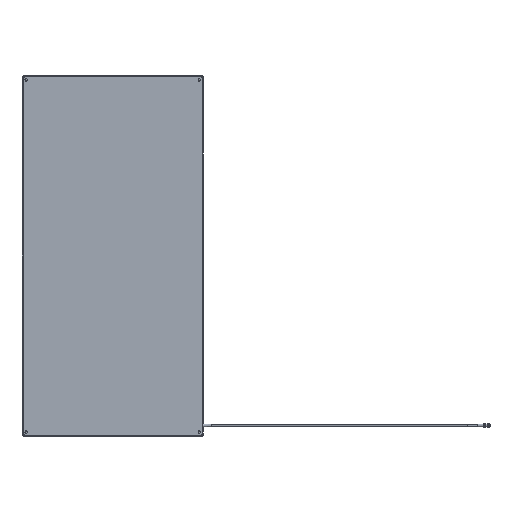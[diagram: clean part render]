
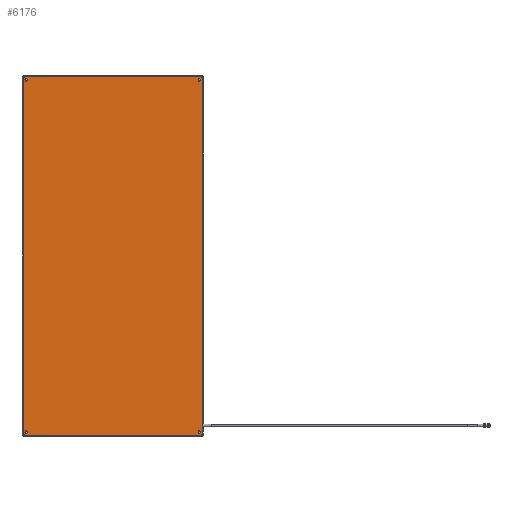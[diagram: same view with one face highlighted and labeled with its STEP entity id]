
A CAD part, front view. The second image highlights one B-rep face of the part: STEP entity #6176.
In plain terms, the highlighted planar face has unit normal (0, -1, 0).
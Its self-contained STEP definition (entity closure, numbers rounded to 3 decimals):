
#21 = DIRECTION ( 'NONE',  ( 0., 1., 0. ) ) ;
#50 = CARTESIAN_POINT ( 'NONE',  ( 2., -0.3, -4.5 ) ) ;
#139 = DIRECTION ( 'NONE',  ( 0., 0., 1. ) ) ;
#240 = EDGE_CURVE ( 'NONE', #998, #2481, #2310, .T. ) ;
#302 = VERTEX_POINT ( 'NONE', #2279 ) ;
#443 = EDGE_CURVE ( 'NONE', #4429, #998, #4353, .T. ) ;
#500 = VERTEX_POINT ( 'NONE', #3504 ) ;
#588 = CARTESIAN_POINT ( 'NONE',  ( 297., -0.3, -595. ) ) ;
#658 = CARTESIAN_POINT ( 'NONE',  ( 2., -0.3, -599.5 ) ) ;
#671 = CARTESIAN_POINT ( 'NONE',  ( 4.5, -0.3, -602. ) ) ;
#694 = EDGE_CURVE ( 'NONE', #3512, #2347, #5671, .T. ) ;
#731 = EDGE_CURVE ( 'NONE', #1781, #5919, #5351, .T. ) ;
#751 = CARTESIAN_POINT ( 'NONE',  ( 7., -0.3, -597. ) ) ;
#824 = CARTESIAN_POINT ( 'NONE',  ( 299.5, -0.3, -4.5 ) ) ;
#839 = CARTESIAN_POINT ( 'NONE',  ( 302., -0.3, -599.5 ) ) ;
#975 = ORIENTED_EDGE ( 'NONE', *, *, #443, .F. ) ;
#983 = EDGE_CURVE ( 'NONE', #2910, #302, #3401, .T. ) ;
#995 = CARTESIAN_POINT ( 'NONE',  ( 297., -0.3, -597. ) ) ;
#998 = VERTEX_POINT ( 'NONE', #5173 ) ;
#1012 = LINE ( 'NONE', #50, #2668 ) ;
#1074 = CARTESIAN_POINT ( 'NONE',  ( 7., -0.3, -7. ) ) ;
#1082 = CARTESIAN_POINT ( 'NONE',  ( 297., -0.3, -597. ) ) ;
#1102 = ORIENTED_EDGE ( 'NONE', *, *, #3547, .T. ) ;
#1113 = EDGE_CURVE ( 'NONE', #302, #2910, #3008, .T. ) ;
#1131 = CARTESIAN_POINT ( 'NONE',  ( 297., -0.3, -5. ) ) ;
#1169 = DIRECTION ( 'NONE',  ( 0., 1., 0. ) ) ;
#1190 = EDGE_CURVE ( 'NONE', #4601, #500, #5619, .T. ) ;
#1218 = EDGE_LOOP ( 'NONE', ( #5597, #6190 ) ) ;
#1247 = AXIS2_PLACEMENT_3D ( 'NONE', #1074, #1169, #1564 ) ;
#1268 = VECTOR ( 'NONE', #6393, 1000. ) ;
#1349 = ORIENTED_EDGE ( 'NONE', *, *, #4689, .T. ) ;
#1400 = ORIENTED_EDGE ( 'NONE', *, *, #1190, .F. ) ;
#1461 = CARTESIAN_POINT ( 'NONE',  ( 2., -0.3, -4.5 ) ) ;
#1469 = CIRCLE ( 'NONE', #1923, 2. ) ;
#1498 = CARTESIAN_POINT ( 'NONE',  ( 4.5, -0.3, -599.5 ) ) ;
#1502 = AXIS2_PLACEMENT_3D ( 'NONE', #751, #5931, #1829 ) ;
#1536 = DIRECTION ( 'NONE',  ( 0., 0., 1. ) ) ;
#1564 = DIRECTION ( 'NONE',  ( 0., 0., 1. ) ) ;
#1569 = LINE ( 'NONE', #5246, #3682 ) ;
#1680 = DIRECTION ( 'NONE',  ( 0., 1., 0. ) ) ;
#1773 = ORIENTED_EDGE ( 'NONE', *, *, #2661, .F. ) ;
#1781 = VERTEX_POINT ( 'NONE', #4164 ) ;
#1829 = DIRECTION ( 'NONE',  ( 0., 0., 1. ) ) ;
#1838 = DIRECTION ( 'NONE',  ( 0., 0., 1. ) ) ;
#1893 = CARTESIAN_POINT ( 'NONE',  ( 4.5, -0.3, -602. ) ) ;
#1923 = AXIS2_PLACEMENT_3D ( 'NONE', #6279, #21, #4701 ) ;
#1931 = CARTESIAN_POINT ( 'NONE',  ( 7., -0.3, -595. ) ) ;
#1946 = CIRCLE ( 'NONE', #2166, 2. ) ;
#2010 = CARTESIAN_POINT ( 'NONE',  ( 299.5, -0.3, -602. ) ) ;
#2079 = AXIS2_PLACEMENT_3D ( 'NONE', #2343, #6489, #1838 ) ;
#2166 = AXIS2_PLACEMENT_3D ( 'NONE', #4854, #3883, #5371 ) ;
#2270 = PLANE ( 'NONE',  #5599 ) ;
#2274 = CIRCLE ( 'NONE', #6400, 2.5 ) ;
#2279 = CARTESIAN_POINT ( 'NONE',  ( 7., -0.3, -5. ) ) ;
#2291 = ORIENTED_EDGE ( 'NONE', *, *, #694, .T. ) ;
#2302 = FACE_BOUND ( 'NONE', #4475, .T. ) ;
#2310 = LINE ( 'NONE', #4452, #1268 ) ;
#2321 = VERTEX_POINT ( 'NONE', #3152 ) ;
#2343 = CARTESIAN_POINT ( 'NONE',  ( 297., -0.3, -7. ) ) ;
#2347 = VERTEX_POINT ( 'NONE', #6316 ) ;
#2481 = VERTEX_POINT ( 'NONE', #839 ) ;
#2577 = EDGE_CURVE ( 'NONE', #3623, #4601, #1012, .T. ) ;
#2589 = EDGE_CURVE ( 'NONE', #2321, #4943, #1469, .T. ) ;
#2661 = EDGE_CURVE ( 'NONE', #2481, #6063, #2903, .T. ) ;
#2668 = VECTOR ( 'NONE', #4735, 1000. ) ;
#2670 = FACE_OUTER_BOUND ( 'NONE', #2890, .T. ) ;
#2686 = DIRECTION ( 'NONE',  ( 0., 0., 1. ) ) ;
#2708 = AXIS2_PLACEMENT_3D ( 'NONE', #995, #4683, #4749 ) ;
#2791 = DIRECTION ( 'NONE',  ( 0., 1., 0. ) ) ;
#2874 = AXIS2_PLACEMENT_3D ( 'NONE', #4110, #6175, #5209 ) ;
#2890 = EDGE_LOOP ( 'NONE', ( #6587, #1400, #5032, #4214, #2973, #1773, #6620, #975 ) ) ;
#2903 = CIRCLE ( 'NONE', #6166, 2.5 ) ;
#2910 = VERTEX_POINT ( 'NONE', #3477 ) ;
#2912 = ORIENTED_EDGE ( 'NONE', *, *, #731, .T. ) ;
#2949 = VECTOR ( 'NONE', #3419, 1000. ) ;
#2973 = ORIENTED_EDGE ( 'NONE', *, *, #5280, .F. ) ;
#3008 = CIRCLE ( 'NONE', #1247, 2. ) ;
#3044 = ORIENTED_EDGE ( 'NONE', *, *, #1113, .T. ) ;
#3145 = DIRECTION ( 'NONE',  ( 0., 1., 0. ) ) ;
#3152 = CARTESIAN_POINT ( 'NONE',  ( 297., -0.3, -9. ) ) ;
#3247 = EDGE_CURVE ( 'NONE', #500, #4429, #1569, .T. ) ;
#3307 = CARTESIAN_POINT ( 'NONE',  ( 4.5, -0.3, -4.5 ) ) ;
#3401 = CIRCLE ( 'NONE', #2874, 2. ) ;
#3419 = DIRECTION ( 'NONE',  ( -1., 0., 0. ) ) ;
#3477 = CARTESIAN_POINT ( 'NONE',  ( 7., -0.3, -9. ) ) ;
#3504 = CARTESIAN_POINT ( 'NONE',  ( 4.5, -0.3, -2. ) ) ;
#3512 = VERTEX_POINT ( 'NONE', #588 ) ;
#3547 = EDGE_CURVE ( 'NONE', #5919, #1781, #1946, .T. ) ;
#3598 = AXIS2_PLACEMENT_3D ( 'NONE', #1082, #5844, #2686 ) ;
#3623 = VERTEX_POINT ( 'NONE', #658 ) ;
#3626 = ORIENTED_EDGE ( 'NONE', *, *, #983, .T. ) ;
#3682 = VECTOR ( 'NONE', #4733, 1000. ) ;
#3777 = AXIS2_PLACEMENT_3D ( 'NONE', #824, #4619, #6553 ) ;
#3803 = FACE_BOUND ( 'NONE', #6046, .T. ) ;
#3883 = DIRECTION ( 'NONE',  ( 0., 1., 0. ) ) ;
#3927 = EDGE_CURVE ( 'NONE', #5540, #3623, #2274, .T. ) ;
#4110 = CARTESIAN_POINT ( 'NONE',  ( 7., -0.3, -7. ) ) ;
#4164 = CARTESIAN_POINT ( 'NONE',  ( 7., -0.3, -599. ) ) ;
#4214 = ORIENTED_EDGE ( 'NONE', *, *, #3927, .F. ) ;
#4268 = FACE_BOUND ( 'NONE', #6486, .T. ) ;
#4353 = CIRCLE ( 'NONE', #3777, 2.5 ) ;
#4429 = VERTEX_POINT ( 'NONE', #4977 ) ;
#4434 = AXIS2_PLACEMENT_3D ( 'NONE', #3307, #2791, #6465 ) ;
#4452 = CARTESIAN_POINT ( 'NONE',  ( 302., -0.3, -599.5 ) ) ;
#4475 = EDGE_LOOP ( 'NONE', ( #2291, #1349 ) ) ;
#4601 = VERTEX_POINT ( 'NONE', #1461 ) ;
#4619 = DIRECTION ( 'NONE',  ( 0., 1., 0. ) ) ;
#4683 = DIRECTION ( 'NONE',  ( 0., 1., 0. ) ) ;
#4689 = EDGE_CURVE ( 'NONE', #2347, #3512, #5786, .T. ) ;
#4701 = DIRECTION ( 'NONE',  ( 0., 0., 1. ) ) ;
#4733 = DIRECTION ( 'NONE',  ( 1., 0., 0. ) ) ;
#4735 = DIRECTION ( 'NONE',  ( 0., 0., 1. ) ) ;
#4749 = DIRECTION ( 'NONE',  ( 0., 0., 1. ) ) ;
#4854 = CARTESIAN_POINT ( 'NONE',  ( 7., -0.3, -597. ) ) ;
#4943 = VERTEX_POINT ( 'NONE', #1131 ) ;
#4977 = CARTESIAN_POINT ( 'NONE',  ( 299.5, -0.3, -2. ) ) ;
#4979 = LINE ( 'NONE', #1893, #2949 ) ;
#4989 = EDGE_CURVE ( 'NONE', #4943, #2321, #5788, .T. ) ;
#5032 = ORIENTED_EDGE ( 'NONE', *, *, #2577, .F. ) ;
#5112 = DIRECTION ( 'NONE',  ( 0., 1., 0. ) ) ;
#5173 = CARTESIAN_POINT ( 'NONE',  ( 302., -0.3, -4.5 ) ) ;
#5209 = DIRECTION ( 'NONE',  ( 0., 0., 1. ) ) ;
#5217 = CARTESIAN_POINT ( 'NONE',  ( 299.5, -0.3, -599.5 ) ) ;
#5246 = CARTESIAN_POINT ( 'NONE',  ( 299.5, -0.3, -2. ) ) ;
#5280 = EDGE_CURVE ( 'NONE', #6063, #5540, #4979, .T. ) ;
#5351 = CIRCLE ( 'NONE', #1502, 2. ) ;
#5361 = FACE_BOUND ( 'NONE', #1218, .T. ) ;
#5371 = DIRECTION ( 'NONE',  ( 0., 0., 1. ) ) ;
#5540 = VERTEX_POINT ( 'NONE', #671 ) ;
#5597 = ORIENTED_EDGE ( 'NONE', *, *, #4989, .T. ) ;
#5599 = AXIS2_PLACEMENT_3D ( 'NONE', #6349, #1680, #139 ) ;
#5619 = CIRCLE ( 'NONE', #4434, 2.5 ) ;
#5671 = CIRCLE ( 'NONE', #2708, 2. ) ;
#5786 = CIRCLE ( 'NONE', #3598, 2. ) ;
#5788 = CIRCLE ( 'NONE', #2079, 2. ) ;
#5844 = DIRECTION ( 'NONE',  ( 0., 1., 0. ) ) ;
#5919 = VERTEX_POINT ( 'NONE', #1931 ) ;
#5931 = DIRECTION ( 'NONE',  ( 0., 1., 0. ) ) ;
#6046 = EDGE_LOOP ( 'NONE', ( #3044, #3626 ) ) ;
#6053 = DIRECTION ( 'NONE',  ( 0., 0., 1. ) ) ;
#6063 = VERTEX_POINT ( 'NONE', #2010 ) ;
#6166 = AXIS2_PLACEMENT_3D ( 'NONE', #5217, #3145, #1536 ) ;
#6175 = DIRECTION ( 'NONE',  ( 0., 1., 0. ) ) ;
#6176 = ADVANCED_FACE ( 'NONE', ( #2302, #4268, #5361, #3803, #2670 ), #2270, .F. ) ;
#6190 = ORIENTED_EDGE ( 'NONE', *, *, #2589, .T. ) ;
#6279 = CARTESIAN_POINT ( 'NONE',  ( 297., -0.3, -7. ) ) ;
#6316 = CARTESIAN_POINT ( 'NONE',  ( 297., -0.3, -599. ) ) ;
#6349 = CARTESIAN_POINT ( 'NONE',  ( 3.5, -0.3, -600.5 ) ) ;
#6393 = DIRECTION ( 'NONE',  ( 0., 0., -1. ) ) ;
#6400 = AXIS2_PLACEMENT_3D ( 'NONE', #1498, #5112, #6053 ) ;
#6465 = DIRECTION ( 'NONE',  ( 0., 0., 1. ) ) ;
#6486 = EDGE_LOOP ( 'NONE', ( #1102, #2912 ) ) ;
#6489 = DIRECTION ( 'NONE',  ( 0., 1., 0. ) ) ;
#6553 = DIRECTION ( 'NONE',  ( 0., 0., 1. ) ) ;
#6587 = ORIENTED_EDGE ( 'NONE', *, *, #3247, .F. ) ;
#6620 = ORIENTED_EDGE ( 'NONE', *, *, #240, .F. ) ;
